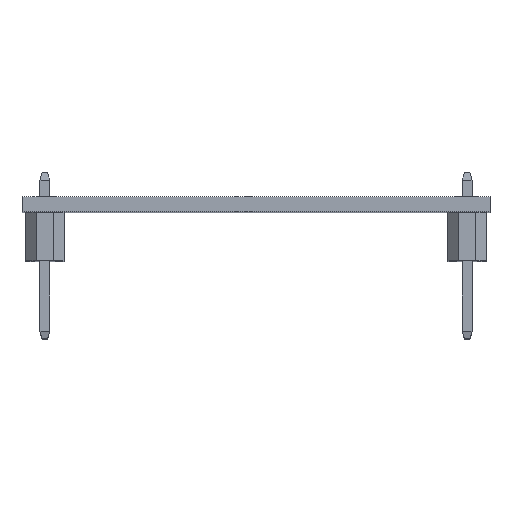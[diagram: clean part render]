
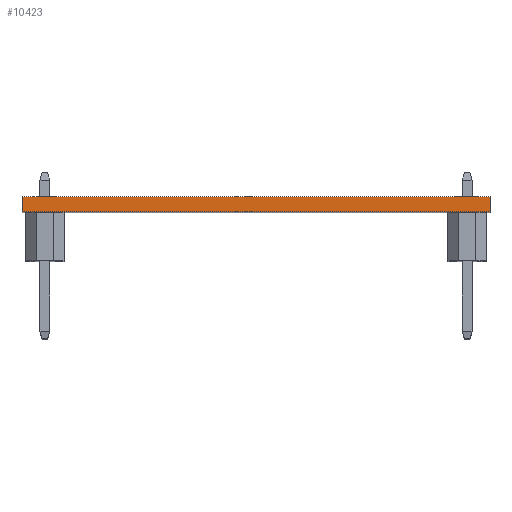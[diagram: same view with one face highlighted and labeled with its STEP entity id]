
A CAD part, top view. The second image highlights one B-rep face of the part: STEP entity #10423.
In plain terms, the highlighted planar face has unit normal (0, 0, 1).
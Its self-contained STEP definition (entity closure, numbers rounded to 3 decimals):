
#113 = VECTOR ( 'NONE', #3440, 1000. ) ;
#546 = EDGE_CURVE ( 'NONE', #15922, #9109, #1210, .T. ) ;
#1210 = LINE ( 'NONE', #16776, #7969 ) ;
#2719 = DIRECTION ( 'NONE',  ( 0., -1., 0. ) ) ;
#2835 = CARTESIAN_POINT ( 'NONE',  ( 0.002, 0., -0.001 ) ) ;
#3332 = LINE ( 'NONE', #8452, #113 ) ;
#3440 = DIRECTION ( 'NONE',  ( 1., 0., 0. ) ) ;
#3441 = CARTESIAN_POINT ( 'NONE',  ( 0.002, 0.79, -0.001 ) ) ;
#3745 = AXIS2_PLACEMENT_3D ( 'NONE', #19263, #5792, #8630 ) ;
#4298 = FACE_OUTER_BOUND ( 'NONE', #4973, .T. ) ;
#4434 = ORIENTED_EDGE ( 'NONE', *, *, #18117, .F. ) ;
#4859 = DIRECTION ( 'NONE',  ( 1., 0., 0. ) ) ;
#4973 = EDGE_LOOP ( 'NONE', ( #19325, #16977, #4434, #8829 ) ) ;
#5792 = DIRECTION ( 'NONE',  ( 0., 0., -1. ) ) ;
#6942 = VECTOR ( 'NONE', #9341, 1000. ) ;
#7159 = VECTOR ( 'NONE', #4859, 1000. ) ;
#7744 = EDGE_CURVE ( 'NONE', #13810, #9705, #11072, .T. ) ;
#7900 = CARTESIAN_POINT ( 'NONE',  ( 0.002, 0.79, -0.001 ) ) ;
#7969 = VECTOR ( 'NONE', #2719, 1000. ) ;
#8452 = CARTESIAN_POINT ( 'NONE',  ( 0.002, 0., -0.001 ) ) ;
#8503 = CARTESIAN_POINT ( 'NONE',  ( 24.382, 0.79, -0.001 ) ) ;
#8630 = DIRECTION ( 'NONE',  ( -1., 0., 0. ) ) ;
#8829 = ORIENTED_EDGE ( 'NONE', *, *, #7744, .T. ) ;
#9109 = VERTEX_POINT ( 'NONE', #17047 ) ;
#9341 = DIRECTION ( 'NONE',  ( 0., -1., 0. ) ) ;
#9705 = VERTEX_POINT ( 'NONE', #2835 ) ;
#10423 = ADVANCED_FACE ( 'NONE', ( #4298 ), #19668, .F. ) ;
#11072 = LINE ( 'NONE', #13626, #6942 ) ;
#13626 = CARTESIAN_POINT ( 'NONE',  ( 0.002, 0.79, -0.001 ) ) ;
#13810 = VERTEX_POINT ( 'NONE', #7900 ) ;
#15922 = VERTEX_POINT ( 'NONE', #8503 ) ;
#16214 = EDGE_CURVE ( 'NONE', #9705, #9109, #3332, .T. ) ;
#16776 = CARTESIAN_POINT ( 'NONE',  ( 24.382, 0.79, -0.001 ) ) ;
#16977 = ORIENTED_EDGE ( 'NONE', *, *, #546, .F. ) ;
#17047 = CARTESIAN_POINT ( 'NONE',  ( 24.382, 0., -0.001 ) ) ;
#17492 = LINE ( 'NONE', #3441, #7159 ) ;
#18117 = EDGE_CURVE ( 'NONE', #13810, #15922, #17492, .T. ) ;
#19263 = CARTESIAN_POINT ( 'NONE',  ( 0.002, 0.79, -0.001 ) ) ;
#19325 = ORIENTED_EDGE ( 'NONE', *, *, #16214, .T. ) ;
#19668 = PLANE ( 'NONE',  #3745 ) ;
